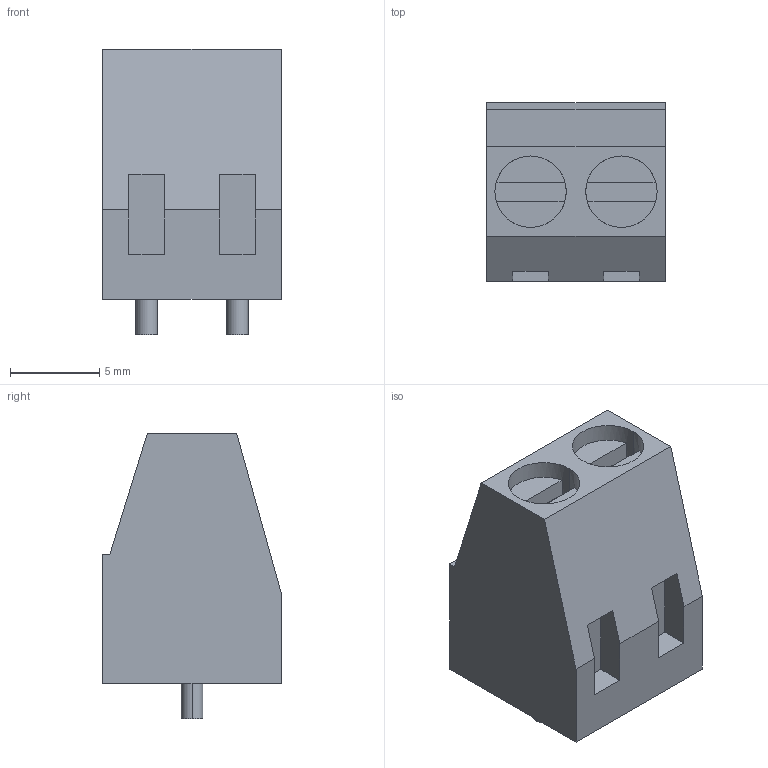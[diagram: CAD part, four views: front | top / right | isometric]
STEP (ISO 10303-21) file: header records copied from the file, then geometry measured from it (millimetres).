
FILE_DESCRIPTION (( 'STEP AP214' ), '1' );
FILE_NAME ('MKDS15-2.STEP', '2012-04-02T15:21:02', ( '微软用户' ), ( '微软中国' ), 'SwSTEP 2.0', 'SolidWorks 2011', '' );
FILE_SCHEMA (( 'AUTOMOTIVE_DESIGN' ));
Length unit declared in the file: millimetre
Products named in the file (1): MKDS15-2
Bounding box: 10 x 10 x 16 mm (x, y, z)
Volume: 1098.9 mm3; surface area: 802.4 mm2
Topology: 1 solids, 1 shells, 55 faces, 141 edges, 94 vertices
Faces by surface type: plane 47, cylinder 8
Entity records: 2023 total; most frequent: CARTESIAN_POINT 291, ORIENTED_EDGE 282, DIRECTION 277, EDGE_CURVE 141, VECTOR 117, LINE 117, VERTEX_POINT 94, AXIS2_PLACEMENT_3D 80
